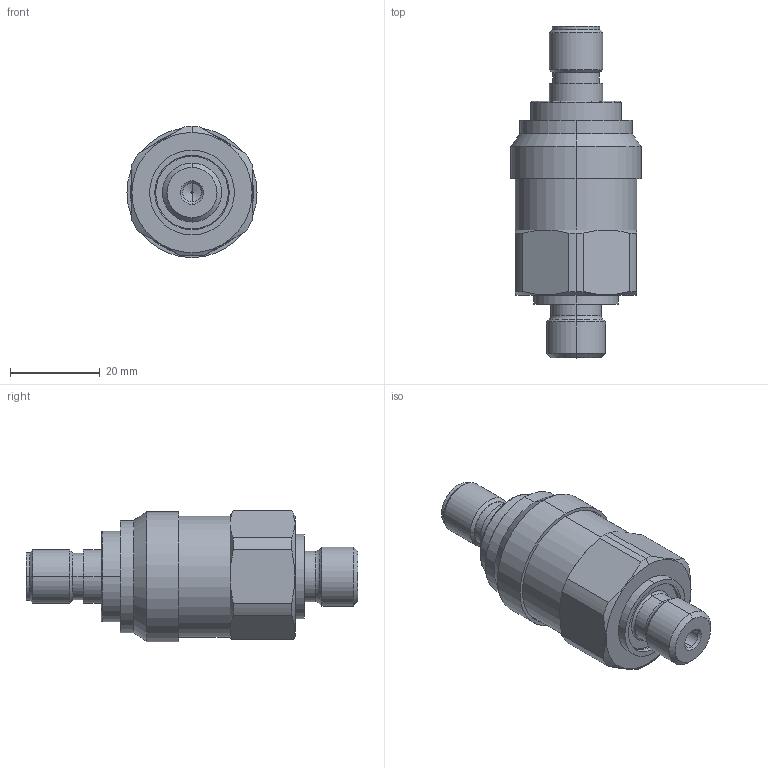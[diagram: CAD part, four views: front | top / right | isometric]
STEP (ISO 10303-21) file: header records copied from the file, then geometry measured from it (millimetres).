
FILE_DESCRIPTION (( 'STEP AP214' ), '1' );
FILE_NAME ('828X.XX.XX.15.35.STEP', '2020-07-06T08:20:39', ( '' ), ( '' ), 'SwSTEP 2.0', 'SolidWorks 2016', '' );
FILE_SCHEMA (( 'AUTOMOTIVE_DESIGN' ));
Length unit declared in the file: millimetre
Products named in the file (4): 828X.XX.XX.15.35; Bördelmutter_C24031; 15_C34628; M12x1
Assembly tree (3 placements, depth 2):
  828X.XX.XX.15.35
    15_C34628
    Bördelmutter_C24031
    M12x1
Bounding box: 29 x 74 x 29.25 mm (x, y, z)
Volume: 27268.3 mm3; surface area: 10529 mm2
Topology: 3 solids, 3 shells, 170 faces, 351 edges, 207 vertices
Faces by surface type: cylinder 65, plane 36, cone 35, torus 34
Entity records: 5237 total; most frequent: DIRECTION 902, CARTESIAN_POINT 875, ORIENTED_EDGE 702, AXIS2_PLACEMENT_3D 396, EDGE_CURVE 351, CIRCLE 220, VERTEX_POINT 207, EDGE_LOOP 192
